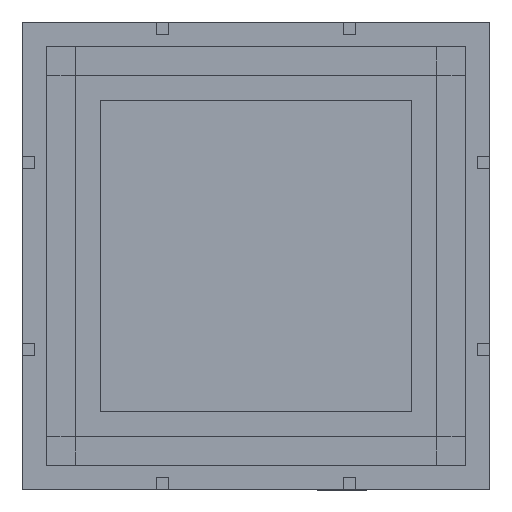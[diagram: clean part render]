
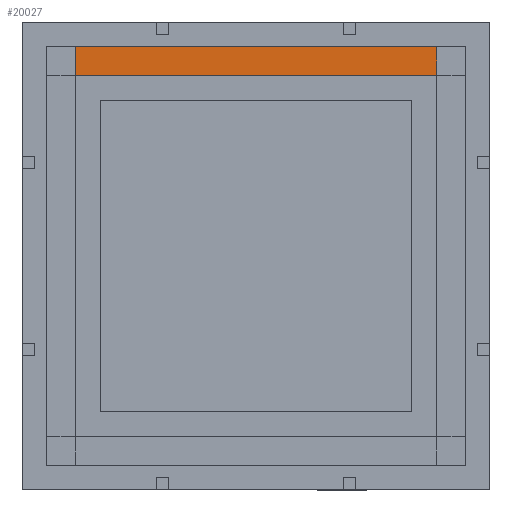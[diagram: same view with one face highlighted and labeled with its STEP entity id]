
A CAD part, front view. The second image highlights one B-rep face of the part: STEP entity #20027.
In plain terms, the highlighted planar face has unit normal (0, -1, 0).
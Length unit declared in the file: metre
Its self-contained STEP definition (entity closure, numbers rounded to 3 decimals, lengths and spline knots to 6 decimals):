
#550 = LINE ( 'NONE', #4236, #7655 ) ;
#1315 = EDGE_LOOP ( 'NONE', ( #23301, #10553, #17941, #7378 ) ) ;
#1767 = FACE_OUTER_BOUND ( 'NONE', #1315, .T. ) ;
#3743 = DIRECTION ( 'NONE',  ( 0., 0., 1. ) ) ;
#3891 = VECTOR ( 'NONE', #22169, 1. ) ;
#4236 = CARTESIAN_POINT ( 'NONE',  ( -1.16, 0.2, 1.34 ) ) ;
#4422 = VERTEX_POINT ( 'NONE', #21049 ) ;
#5436 = DIRECTION ( 'NONE',  ( 0., 0., 1. ) ) ;
#5936 = CARTESIAN_POINT ( 'NONE',  ( 1.16, 0.2, 1.16 ) ) ;
#7378 = ORIENTED_EDGE ( 'NONE', *, *, #24840, .T. ) ;
#7655 = VECTOR ( 'NONE', #24618, 1. ) ;
#8355 = CARTESIAN_POINT ( 'NONE',  ( 1.16, 0.2, 1.34 ) ) ;
#9523 = PLANE ( 'NONE',  #25704 ) ;
#9593 = CARTESIAN_POINT ( 'NONE',  ( -1.16, 0.2, 1.16 ) ) ;
#9909 = CARTESIAN_POINT ( 'NONE',  ( -1.16, 0.2, 1.34 ) ) ;
#10553 = ORIENTED_EDGE ( 'NONE', *, *, #24407, .F. ) ;
#10601 = VECTOR ( 'NONE', #24301, 1. ) ;
#13606 = VERTEX_POINT ( 'NONE', #15298 ) ;
#13695 = VERTEX_POINT ( 'NONE', #5936 ) ;
#14082 = VECTOR ( 'NONE', #3743, 1. ) ;
#14150 = LINE ( 'NONE', #8355, #3891 ) ;
#15298 = CARTESIAN_POINT ( 'NONE',  ( 1.16, 0.2, 1.34 ) ) ;
#15708 = DIRECTION ( 'NONE',  ( 0., 1., 0. ) ) ;
#16282 = LINE ( 'NONE', #20872, #10601 ) ;
#17941 = ORIENTED_EDGE ( 'NONE', *, *, #22459, .F. ) ;
#20027 = ADVANCED_FACE ( 'NONE', ( #1767 ), #9523, .F. ) ;
#20872 = CARTESIAN_POINT ( 'NONE',  ( -1.16, 0.2, 1.16 ) ) ;
#21049 = CARTESIAN_POINT ( 'NONE',  ( -1.16, 0.2, 1.34 ) ) ;
#21087 = EDGE_CURVE ( 'NONE', #13695, #13606, #14150, .T. ) ;
#21152 = LINE ( 'NONE', #21275, #14082 ) ;
#21275 = CARTESIAN_POINT ( 'NONE',  ( -1.16, 0.2, 1.34 ) ) ;
#22086 = VERTEX_POINT ( 'NONE', #9593 ) ;
#22169 = DIRECTION ( 'NONE',  ( 0., 0., 1. ) ) ;
#22459 = EDGE_CURVE ( 'NONE', #22086, #4422, #21152, .T. ) ;
#23301 = ORIENTED_EDGE ( 'NONE', *, *, #21087, .T. ) ;
#24301 = DIRECTION ( 'NONE',  ( 1., 0., 0. ) ) ;
#24407 = EDGE_CURVE ( 'NONE', #4422, #13606, #550, .T. ) ;
#24618 = DIRECTION ( 'NONE',  ( 1., 0., 0. ) ) ;
#24840 = EDGE_CURVE ( 'NONE', #22086, #13695, #16282, .T. ) ;
#25704 = AXIS2_PLACEMENT_3D ( 'NONE', #9909, #15708, #5436 ) ;
